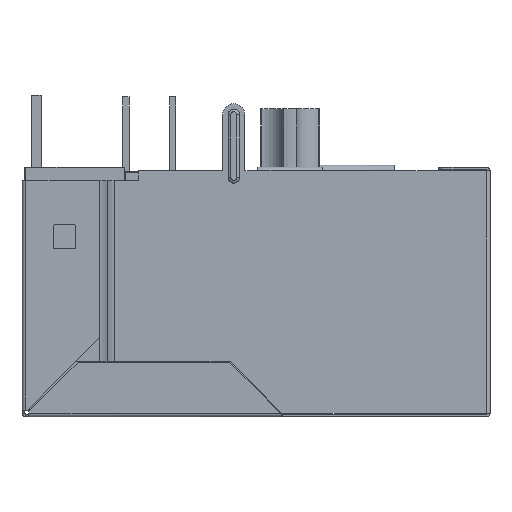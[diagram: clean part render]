
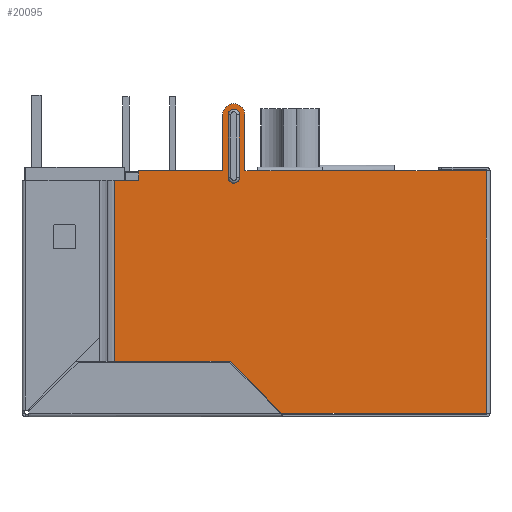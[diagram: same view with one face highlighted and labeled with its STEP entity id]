
A CAD part, left-side view. The second image highlights one B-rep face of the part: STEP entity #20095.
In plain terms, the highlighted planar face has unit normal (-1, 0, 0).
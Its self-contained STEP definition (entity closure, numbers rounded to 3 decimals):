
#1019=FACE_BOUND('',#3575,.T.);
#1584=PLANE('',#21527);
#2508=FACE_OUTER_BOUND('',#3574,.T.);
#3574=EDGE_LOOP('',(#17910,#17911,#17912,#17913,#17914,#17915,#17916,#17917,
#17918,#17919,#17920,#17921,#17922,#17923));
#3575=EDGE_LOOP('',(#17924,#17925,#17926,#17927));
#4097=CIRCLE('',#21515,0.3);
#4102=CIRCLE('',#21523,0.3);
#4104=CIRCLE('',#21528,0.6);
#6247=LINE('',#32947,#8441);
#6248=LINE('',#32950,#8442);
#6250=LINE('',#32962,#8444);
#6251=LINE('',#32964,#8445);
#6252=LINE('',#32966,#8446);
#6253=LINE('',#32968,#8447);
#6254=LINE('',#32970,#8448);
#6255=LINE('',#32972,#8449);
#6256=LINE('',#32974,#8450);
#6257=LINE('',#32976,#8451);
#6258=LINE('',#32980,#8452);
#6259=LINE('',#32982,#8453);
#6260=LINE('',#32984,#8454);
#6261=LINE('',#32986,#8455);
#6262=LINE('',#32987,#8456);
#8441=VECTOR('',#25761,1000.);
#8442=VECTOR('',#25764,1000.);
#8444=VECTOR('',#25780,1000.);
#8445=VECTOR('',#25781,1000.);
#8446=VECTOR('',#25782,1000.);
#8447=VECTOR('',#25783,1000.);
#8448=VECTOR('',#25784,1000.);
#8449=VECTOR('',#25785,1000.);
#8450=VECTOR('',#25786,1000.);
#8451=VECTOR('',#25787,1000.);
#8452=VECTOR('',#25790,1000.);
#8453=VECTOR('',#25791,1000.);
#8454=VECTOR('',#25792,1000.);
#8455=VECTOR('',#25793,1000.);
#8456=VECTOR('',#25794,1000.);
#10339=VERTEX_POINT('',#32934);
#10341=VERTEX_POINT('',#32937);
#10344=VERTEX_POINT('',#32945);
#10345=VERTEX_POINT('',#32949);
#10347=VERTEX_POINT('',#32960);
#10348=VERTEX_POINT('',#32961);
#10349=VERTEX_POINT('',#32963);
#10350=VERTEX_POINT('',#32965);
#10351=VERTEX_POINT('',#32967);
#10352=VERTEX_POINT('',#32969);
#10353=VERTEX_POINT('',#32971);
#10354=VERTEX_POINT('',#32973);
#10355=VERTEX_POINT('',#32975);
#10356=VERTEX_POINT('',#32977);
#10357=VERTEX_POINT('',#32979);
#10358=VERTEX_POINT('',#32981);
#10359=VERTEX_POINT('',#32983);
#10360=VERTEX_POINT('',#32985);
#12941=EDGE_CURVE('',#10341,#10339,#4097,.F.);
#12946=EDGE_CURVE('',#10339,#10344,#6247,.T.);
#12947=EDGE_CURVE('',#10345,#10341,#6248,.T.);
#12950=EDGE_CURVE('',#10344,#10345,#4102,.F.);
#12952=EDGE_CURVE('',#10347,#10348,#6250,.T.);
#12953=EDGE_CURVE('',#10349,#10347,#6251,.T.);
#12954=EDGE_CURVE('',#10349,#10350,#6252,.T.);
#12955=EDGE_CURVE('',#10350,#10351,#6253,.T.);
#12956=EDGE_CURVE('',#10351,#10352,#6254,.T.);
#12957=EDGE_CURVE('',#10352,#10353,#6255,.T.);
#12958=EDGE_CURVE('',#10353,#10354,#6256,.T.);
#12959=EDGE_CURVE('',#10355,#10354,#6257,.T.);
#12960=EDGE_CURVE('',#10356,#10355,#4104,.T.);
#12961=EDGE_CURVE('',#10357,#10356,#6258,.T.);
#12962=EDGE_CURVE('',#10357,#10358,#6259,.T.);
#12963=EDGE_CURVE('',#10359,#10358,#6260,.T.);
#12964=EDGE_CURVE('',#10360,#10359,#6261,.T.);
#12965=EDGE_CURVE('',#10360,#10348,#6262,.T.);
#17910=ORIENTED_EDGE('',*,*,#12952,.F.);
#17911=ORIENTED_EDGE('',*,*,#12953,.F.);
#17912=ORIENTED_EDGE('',*,*,#12954,.T.);
#17913=ORIENTED_EDGE('',*,*,#12955,.T.);
#17914=ORIENTED_EDGE('',*,*,#12956,.T.);
#17915=ORIENTED_EDGE('',*,*,#12957,.T.);
#17916=ORIENTED_EDGE('',*,*,#12958,.T.);
#17917=ORIENTED_EDGE('',*,*,#12959,.F.);
#17918=ORIENTED_EDGE('',*,*,#12960,.F.);
#17919=ORIENTED_EDGE('',*,*,#12961,.F.);
#17920=ORIENTED_EDGE('',*,*,#12962,.T.);
#17921=ORIENTED_EDGE('',*,*,#12963,.F.);
#17922=ORIENTED_EDGE('',*,*,#12964,.F.);
#17923=ORIENTED_EDGE('',*,*,#12965,.T.);
#17924=ORIENTED_EDGE('',*,*,#12947,.T.);
#17925=ORIENTED_EDGE('',*,*,#12941,.T.);
#17926=ORIENTED_EDGE('',*,*,#12946,.T.);
#17927=ORIENTED_EDGE('',*,*,#12950,.T.);
#20095=ADVANCED_FACE('',(#2508,#1019),#1584,.T.);
#21515=AXIS2_PLACEMENT_3D('',#32938,#25750,#25751);
#21523=AXIS2_PLACEMENT_3D('',#32955,#25770,#25771);
#21527=AXIS2_PLACEMENT_3D('',#32959,#25778,#25779);
#21528=AXIS2_PLACEMENT_3D('',#32978,#25788,#25789);
#25750=DIRECTION('center_axis',(-1.,0.,0.));
#25751=DIRECTION('ref_axis',(0.,0.,1.));
#25761=DIRECTION('',(0.,0.,1.));
#25764=DIRECTION('',(0.,0.,-1.));
#25770=DIRECTION('center_axis',(-1.,0.,0.));
#25771=DIRECTION('ref_axis',(0.,0.,1.));
#25778=DIRECTION('center_axis',(-1.,0.,0.));
#25779=DIRECTION('ref_axis',(0.,0.,1.));
#25780=DIRECTION('',(0.,1.,0.));
#25781=DIRECTION('',(0.,0.707,0.707));
#25782=DIRECTION('',(0.,-1.,0.));
#25783=DIRECTION('',(0.,0.,1.));
#25784=DIRECTION('',(0.,1.,0.));
#25785=DIRECTION('',(0.,1.,0.));
#25786=DIRECTION('',(0.,1.,0.));
#25787=DIRECTION('',(0.,0.,-1.));
#25788=DIRECTION('center_axis',(1.,0.,0.));
#25789=DIRECTION('ref_axis',(0.,1.,0.));
#25790=DIRECTION('',(0.,0.,1.));
#25791=DIRECTION('',(0.,1.,0.));
#25792=DIRECTION('',(0.,0.,1.));
#25793=DIRECTION('',(0.,-1.,0.));
#25794=DIRECTION('',(0.,0.,-1.));
#32934=CARTESIAN_POINT('',(-8.1,1.5,6.19));
#32937=CARTESIAN_POINT('',(-8.1,0.9,6.19));
#32938=CARTESIAN_POINT('Origin',(-8.1,1.2,6.19));
#32945=CARTESIAN_POINT('',(-8.1,1.5,9.59));
#32947=CARTESIAN_POINT('',(-8.1,1.5,-6.55));
#32949=CARTESIAN_POINT('',(-8.1,0.9,9.59));
#32950=CARTESIAN_POINT('',(-8.1,0.9,-6.55));
#32955=CARTESIAN_POINT('Origin',(-8.1,1.2,9.59));
#32959=CARTESIAN_POINT('Origin',(-8.1,-12.528,-6.55));
#32960=CARTESIAN_POINT('',(-8.1,1.4,-3.75));
#32961=CARTESIAN_POINT('',(-8.1,7.65,-3.75));
#32962=CARTESIAN_POINT('',(-8.1,-12.528,-3.75));
#32963=CARTESIAN_POINT('',(-8.1,-1.4,-6.55));
#32964=CARTESIAN_POINT('',(-8.1,-6.964,-12.114));
#32965=CARTESIAN_POINT('',(-8.1,-12.45,-6.55));
#32966=CARTESIAN_POINT('',(-8.1,7.65,-6.55));
#32967=CARTESIAN_POINT('',(-8.1,-12.45,6.55));
#32968=CARTESIAN_POINT('',(-8.1,-12.45,-6.55));
#32969=CARTESIAN_POINT('',(-8.1,-3.6,6.55));
#32970=CARTESIAN_POINT('',(-8.1,-12.528,6.55));
#32971=CARTESIAN_POINT('',(-8.1,-0.1,6.55));
#32972=CARTESIAN_POINT('',(-8.1,-3.6,6.55));
#32973=CARTESIAN_POINT('',(-8.1,0.6,6.55));
#32974=CARTESIAN_POINT('',(-8.1,-12.528,6.55));
#32975=CARTESIAN_POINT('',(-8.1,0.6,9.59));
#32976=CARTESIAN_POINT('',(-8.1,0.6,9.59));
#32977=CARTESIAN_POINT('',(-8.1,1.8,9.59));
#32978=CARTESIAN_POINT('Origin',(-8.1,1.2,9.59));
#32979=CARTESIAN_POINT('',(-8.1,1.8,6.55));
#32980=CARTESIAN_POINT('',(-8.1,1.8,6.55));
#32981=CARTESIAN_POINT('',(-8.1,6.35,6.55));
#32982=CARTESIAN_POINT('',(-8.1,-12.528,6.55));
#32983=CARTESIAN_POINT('',(-8.1,6.35,6.05));
#32984=CARTESIAN_POINT('',(-8.1,6.35,-6.55));
#32985=CARTESIAN_POINT('',(-8.1,7.65,6.05));
#32986=CARTESIAN_POINT('',(-8.1,-12.528,6.05));
#32987=CARTESIAN_POINT('',(-8.1,7.65,6.55));
